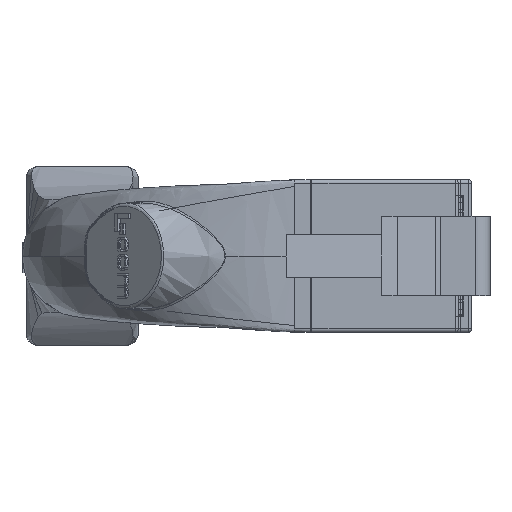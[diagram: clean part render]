
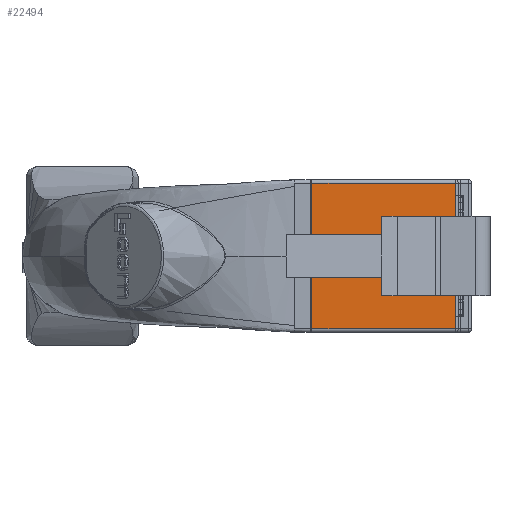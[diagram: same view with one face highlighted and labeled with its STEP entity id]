
A CAD part, left-side view. The second image highlights one B-rep face of the part: STEP entity #22494.
In plain terms, the highlighted face is planar.
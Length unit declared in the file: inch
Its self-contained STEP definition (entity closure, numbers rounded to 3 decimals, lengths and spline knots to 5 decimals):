
#10279 = FACE_OUTER_BOUND ( 'NONE', #37948, .T. ) ;
#15032 = CARTESIAN_POINT ( 'NONE',  ( -0.23, 0.13, -0.485 ) ) ;
#15039 = PLANE ( 'NONE',  #15299 ) ;
#15041 = DIRECTION ( 'NONE',  ( 0., 1., 0. ) ) ;
#15042 = DIRECTION ( 'NONE',  ( -1., 0., 0. ) ) ;
#15299 = AXIS2_PLACEMENT_3D ( 'NONE', #15032, #15041, #15042 ) ;
#22494 = ADVANCED_FACE ( 'NONE', ( #10279 ), #15039, .T. ) ;
#24940 = LINE ( 'NONE', #26809, #24942 ) ;
#24942 = VECTOR ( 'NONE', #26798, 39.37008 ) ;
#25001 = LINE ( 'NONE', #26874, #25003 ) ;
#25003 = VECTOR ( 'NONE', #26868, 39.37008 ) ;
#25150 = LINE ( 'NONE', #27268, #25159 ) ;
#25159 = VECTOR ( 'NONE', #27277, 39.37008 ) ;
#25161 = LINE ( 'NONE', #27283, #25164 ) ;
#25163 = LINE ( 'NONE', #27285, #25166 ) ;
#25164 = VECTOR ( 'NONE', #27284, 39.37008 ) ;
#25165 = LINE ( 'NONE', #27287, #25168 ) ;
#25166 = VECTOR ( 'NONE', #27286, 39.37008 ) ;
#25167 = LINE ( 'NONE', #27289, #25170 ) ;
#25168 = VECTOR ( 'NONE', #27288, 39.37008 ) ;
#25169 = LINE ( 'NONE', #27291, #25172 ) ;
#25170 = VECTOR ( 'NONE', #27290, 39.37008 ) ;
#25172 = VECTOR ( 'NONE', #27292, 39.37008 ) ;
#26250 = CARTESIAN_POINT ( 'NONE',  ( 0.22, 0.13, -0.05 ) ) ;
#26255 = CARTESIAN_POINT ( 'NONE',  ( -0.22, 0.13, -0.05 ) ) ;
#26256 = CARTESIAN_POINT ( 'NONE',  ( -0.12, 0.13, -0.05 ) ) ;
#26260 = CARTESIAN_POINT ( 'NONE',  ( -0.12, 0.13, -0.11 ) ) ;
#26272 = CARTESIAN_POINT ( 'NONE',  ( 0.12, 0.13, -0.11 ) ) ;
#26273 = CARTESIAN_POINT ( 'NONE',  ( 0.12, 0.13, -0.05 ) ) ;
#26798 = DIRECTION ( 'NONE',  ( -1., 0., 0. ) ) ;
#26809 = CARTESIAN_POINT ( 'NONE',  ( -0.23, 0.13, -0.485 ) ) ;
#26868 = DIRECTION ( 'NONE',  ( 0., 0., -1. ) ) ;
#26874 = CARTESIAN_POINT ( 'NONE',  ( 0.12, 0.13, 0. ) ) ;
#27268 = CARTESIAN_POINT ( 'NONE',  ( -0.12, 0.13, 0. ) ) ;
#27277 = DIRECTION ( 'NONE',  ( 0., 0., -1. ) ) ;
#27283 = CARTESIAN_POINT ( 'NONE',  ( -0.22, 0.13, -0.485 ) ) ;
#27284 = DIRECTION ( 'NONE',  ( 0., 0., 1. ) ) ;
#27285 = CARTESIAN_POINT ( 'NONE',  ( -0.12, 0.13, -0.05 ) ) ;
#27286 = DIRECTION ( 'NONE',  ( 1., 0., 0. ) ) ;
#27287 = CARTESIAN_POINT ( 'NONE',  ( 0.12, 0.13, -0.11 ) ) ;
#27288 = DIRECTION ( 'NONE',  ( -1., 0., 0. ) ) ;
#27289 = CARTESIAN_POINT ( 'NONE',  ( -0.23, 0.13, -0.05 ) ) ;
#27290 = DIRECTION ( 'NONE',  ( 1., 0., 0. ) ) ;
#27291 = CARTESIAN_POINT ( 'NONE',  ( 0.22, 0.13, -0.485 ) ) ;
#27292 = DIRECTION ( 'NONE',  ( 0., 0., -1. ) ) ;
#28860 = CARTESIAN_POINT ( 'NONE',  ( -0.22, 0.13, -0.485 ) ) ;
#28872 = CARTESIAN_POINT ( 'NONE',  ( 0.22, 0.13, -0.485 ) ) ;
#34904 = VERTEX_POINT ( 'NONE', #26250 ) ;
#34909 = VERTEX_POINT ( 'NONE', #26255 ) ;
#34910 = VERTEX_POINT ( 'NONE', #26256 ) ;
#34914 = VERTEX_POINT ( 'NONE', #26260 ) ;
#34926 = VERTEX_POINT ( 'NONE', #26272 ) ;
#34927 = VERTEX_POINT ( 'NONE', #26273 ) ;
#35177 = EDGE_CURVE ( 'NONE', #37627, #37488, #24940, .T. ) ;
#35210 = EDGE_CURVE ( 'NONE', #34927, #34926, #25001, .T. ) ;
#35326 = EDGE_CURVE ( 'NONE', #34910, #34914, #25150, .T. ) ;
#35329 = EDGE_CURVE ( 'NONE', #37488, #34909, #25161, .T. ) ;
#35330 = EDGE_CURVE ( 'NONE', #34909, #34910, #25163, .T. ) ;
#35331 = EDGE_CURVE ( 'NONE', #34926, #34914, #25165, .T. ) ;
#35332 = EDGE_CURVE ( 'NONE', #34927, #34904, #25167, .T. ) ;
#35333 = EDGE_CURVE ( 'NONE', #34904, #37627, #25169, .T. ) ;
#37357 = ORIENTED_EDGE ( 'NONE', *, *, #35329, .T. ) ;
#37359 = ORIENTED_EDGE ( 'NONE', *, *, #35330, .T. ) ;
#37360 = ORIENTED_EDGE ( 'NONE', *, *, #35326, .T. ) ;
#37362 = ORIENTED_EDGE ( 'NONE', *, *, #35331, .F. ) ;
#37363 = ORIENTED_EDGE ( 'NONE', *, *, #35210, .F. ) ;
#37365 = ORIENTED_EDGE ( 'NONE', *, *, #35332, .T. ) ;
#37367 = ORIENTED_EDGE ( 'NONE', *, *, #35333, .T. ) ;
#37368 = ORIENTED_EDGE ( 'NONE', *, *, #35177, .T. ) ;
#37488 = VERTEX_POINT ( 'NONE', #28860 ) ;
#37627 = VERTEX_POINT ( 'NONE', #28872 ) ;
#37948 = EDGE_LOOP ( 'NONE', ( #37357, #37359, #37360, #37362, #37363, #37365, #37367, #37368 ) ) ;
